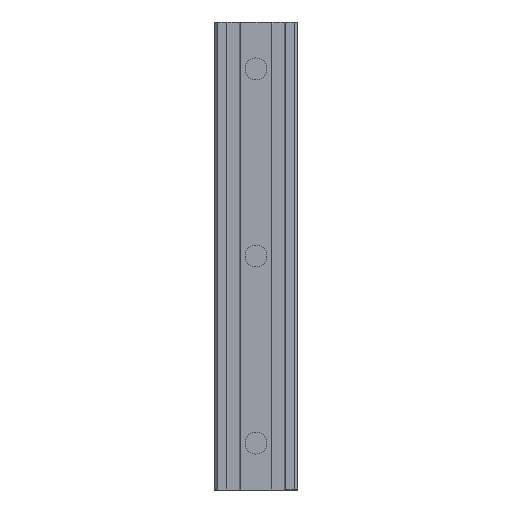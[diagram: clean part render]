
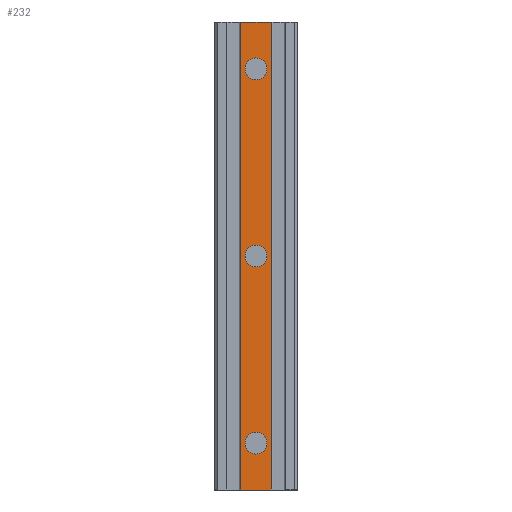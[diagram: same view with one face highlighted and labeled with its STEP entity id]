
A CAD part, front view. The second image highlights one B-rep face of the part: STEP entity #232.
In plain terms, the highlighted planar face has unit normal (0, -1, 0).
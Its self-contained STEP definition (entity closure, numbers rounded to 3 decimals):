
#85 = EDGE_CURVE ( 'NONE', #1302, #268, #800, .T. ) ;
#86 = EDGE_CURVE ( 'NONE', #109, #87, #697, .T. ) ;
#87 = VERTEX_POINT ( 'NONE', #693 ) ;
#109 = VERTEX_POINT ( 'NONE', #759 ) ;
#163 = EDGE_CURVE ( 'NONE', #257, #1301, #702, .T. ) ;
#177 = EDGE_CURVE ( 'NONE', #1320, #1330, #853, .T. ) ;
#181 = EDGE_CURVE ( 'NONE', #182, #183, #843, .T. ) ;
#182 = VERTEX_POINT ( 'NONE', #839 ) ;
#183 = VERTEX_POINT ( 'NONE', #838 ) ;
#232 = ADVANCED_FACE ( 'NONE', ( #969, #968, #967, #966 ), #965, .F. ) ;
#233 = EDGE_LOOP ( 'NONE', ( #234, #565 ) ) ;
#234 = ORIENTED_EDGE ( 'NONE', *, *, #177, .F. ) ;
#257 = VERTEX_POINT ( 'NONE', #1034 ) ;
#268 = VERTEX_POINT ( 'NONE', #945 ) ;
#270 = EDGE_CURVE ( 'NONE', #268, #1302, #944, .T. ) ;
#287 = ORIENTED_EDGE ( 'NONE', *, *, #85, .F. ) ;
#288 = ORIENTED_EDGE ( 'NONE', *, *, #270, .F. ) ;
#289 = EDGE_LOOP ( 'NONE', ( #585, #587, #588, #295 ) ) ;
#295 = ORIENTED_EDGE ( 'NONE', *, *, #181, .F. ) ;
#565 = ORIENTED_EDGE ( 'NONE', *, *, #1319, .F. ) ;
#566 = ORIENTED_EDGE ( 'NONE', *, *, #163, .F. ) ;
#567 = ORIENTED_EDGE ( 'NONE', *, *, #1309, .F. ) ;
#568 = EDGE_LOOP ( 'NONE', ( #287, #288 ) ) ;
#574 = EDGE_LOOP ( 'NONE', ( #566, #567 ) ) ;
#585 = ORIENTED_EDGE ( 'NONE', *, *, #586, .F. ) ;
#586 = EDGE_CURVE ( 'NONE', #87, #182, #1450, .T. ) ;
#587 = ORIENTED_EDGE ( 'NONE', *, *, #86, .F. ) ;
#588 = ORIENTED_EDGE ( 'NONE', *, *, #589, .T. ) ;
#589 = EDGE_CURVE ( 'NONE', #109, #183, #1362, .T. ) ;
#599 = DIRECTION ( 'NONE',  ( 0., 0., -1. ) ) ;
#693 = CARTESIAN_POINT ( 'NONE',  ( -9.8, -44., 150. ) ) ;
#694 = DIRECTION ( 'NONE',  ( 0., 0., 1. ) ) ;
#695 = VECTOR ( 'NONE', #694, 1000. ) ;
#696 = CARTESIAN_POINT ( 'NONE',  ( -9.8, -44., 0. ) ) ;
#697 = LINE ( 'NONE', #696, #695 ) ;
#698 = DIRECTION ( 'NONE',  ( 0., 0., -1. ) ) ;
#699 = DIRECTION ( 'NONE',  ( 0., -1., 0. ) ) ;
#700 = DIRECTION ( 'NONE',  ( 0., -1., 0. ) ) ;
#701 = AXIS2_PLACEMENT_3D ( 'NONE', #708, #700, #599 ) ;
#702 = CIRCLE ( 'NONE', #701, 7. ) ;
#708 = CARTESIAN_POINT ( 'NONE',  ( 0., -44., 0. ) ) ;
#759 = CARTESIAN_POINT ( 'NONE',  ( -9.8, -44., -150. ) ) ;
#798 = CARTESIAN_POINT ( 'NONE',  ( 0., -44., -120. ) ) ;
#799 = AXIS2_PLACEMENT_3D ( 'NONE', #798, #699, #698 ) ;
#800 = CIRCLE ( 'NONE', #799, 7. ) ;
#838 = CARTESIAN_POINT ( 'NONE',  ( 9.8, -44., -150. ) ) ;
#839 = CARTESIAN_POINT ( 'NONE',  ( 9.8, -44., 150. ) ) ;
#840 = DIRECTION ( 'NONE',  ( 0., 0., -1. ) ) ;
#841 = VECTOR ( 'NONE', #840, 1000. ) ;
#842 = CARTESIAN_POINT ( 'NONE',  ( 9.8, -44., 0. ) ) ;
#843 = LINE ( 'NONE', #842, #841 ) ;
#850 = DIRECTION ( 'NONE',  ( 0., 0., -1. ) ) ;
#851 = DIRECTION ( 'NONE',  ( 0., -1., 0. ) ) ;
#852 = AXIS2_PLACEMENT_3D ( 'NONE', #858, #851, #850 ) ;
#853 = CIRCLE ( 'NONE', #852, 7. ) ;
#858 = CARTESIAN_POINT ( 'NONE',  ( 0., -44., 120. ) ) ;
#940 = DIRECTION ( 'NONE',  ( 0., 0., -1. ) ) ;
#941 = DIRECTION ( 'NONE',  ( 0., -1., 0. ) ) ;
#942 = CARTESIAN_POINT ( 'NONE',  ( 0., -44., -120. ) ) ;
#943 = AXIS2_PLACEMENT_3D ( 'NONE', #942, #941, #940 ) ;
#944 = CIRCLE ( 'NONE', #943, 7. ) ;
#945 = CARTESIAN_POINT ( 'NONE',  ( 0., -44., -113. ) ) ;
#961 = DIRECTION ( 'NONE',  ( 0., 0., 1. ) ) ;
#962 = DIRECTION ( 'NONE',  ( 0., 1., 0. ) ) ;
#963 = CARTESIAN_POINT ( 'NONE',  ( 0., -44., 0. ) ) ;
#964 = AXIS2_PLACEMENT_3D ( 'NONE', #963, #962, #961 ) ;
#965 = PLANE ( 'NONE',  #964 ) ;
#966 = FACE_OUTER_BOUND ( 'NONE', #289, .T. ) ;
#967 = FACE_BOUND ( 'NONE', #568, .T. ) ;
#968 = FACE_BOUND ( 'NONE', #574, .T. ) ;
#969 = FACE_BOUND ( 'NONE', #233, .T. ) ;
#1034 = CARTESIAN_POINT ( 'NONE',  ( 0., -44., -7. ) ) ;
#1301 = VERTEX_POINT ( 'NONE', #1402 ) ;
#1302 = VERTEX_POINT ( 'NONE', #1401 ) ;
#1309 = EDGE_CURVE ( 'NONE', #1301, #257, #1388, .T. ) ;
#1319 = EDGE_CURVE ( 'NONE', #1330, #1320, #1474, .T. ) ;
#1320 = VERTEX_POINT ( 'NONE', #1470 ) ;
#1330 = VERTEX_POINT ( 'NONE', #1518 ) ;
#1359 = DIRECTION ( 'NONE',  ( 1., 0., 0. ) ) ;
#1360 = VECTOR ( 'NONE', #1359, 1000. ) ;
#1361 = CARTESIAN_POINT ( 'NONE',  ( 0., -44., -150. ) ) ;
#1362 = LINE ( 'NONE', #1361, #1360 ) ;
#1363 = DIRECTION ( 'NONE',  ( 1., 0., 0. ) ) ;
#1364 = VECTOR ( 'NONE', #1363, 1000. ) ;
#1384 = DIRECTION ( 'NONE',  ( 0., 0., -1. ) ) ;
#1385 = DIRECTION ( 'NONE',  ( 0., -1., 0. ) ) ;
#1386 = CARTESIAN_POINT ( 'NONE',  ( 0., -44., 0. ) ) ;
#1387 = AXIS2_PLACEMENT_3D ( 'NONE', #1386, #1385, #1384 ) ;
#1388 = CIRCLE ( 'NONE', #1387, 7. ) ;
#1401 = CARTESIAN_POINT ( 'NONE',  ( 0., -44., -127. ) ) ;
#1402 = CARTESIAN_POINT ( 'NONE',  ( 0., -44., 7. ) ) ;
#1449 = CARTESIAN_POINT ( 'NONE',  ( 0., -44., 150. ) ) ;
#1450 = LINE ( 'NONE', #1449, #1364 ) ;
#1470 = CARTESIAN_POINT ( 'NONE',  ( 0., -44., 113. ) ) ;
#1471 = DIRECTION ( 'NONE',  ( 0., 0., -1. ) ) ;
#1472 = DIRECTION ( 'NONE',  ( 0., -1., 0. ) ) ;
#1473 = AXIS2_PLACEMENT_3D ( 'NONE', #1507, #1472, #1471 ) ;
#1474 = CIRCLE ( 'NONE', #1473, 7. ) ;
#1507 = CARTESIAN_POINT ( 'NONE',  ( 0., -44., 120. ) ) ;
#1518 = CARTESIAN_POINT ( 'NONE',  ( 0., -44., 127. ) ) ;
